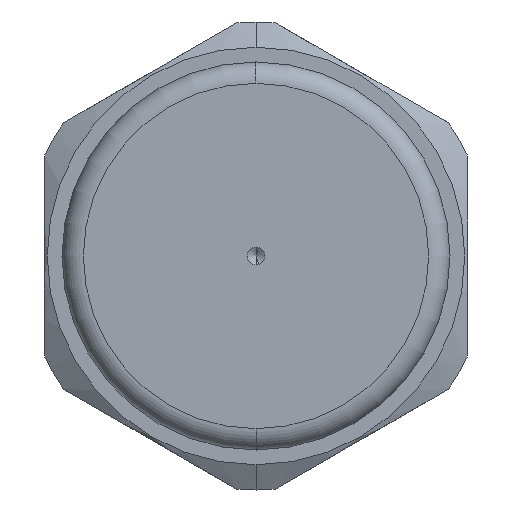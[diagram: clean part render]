
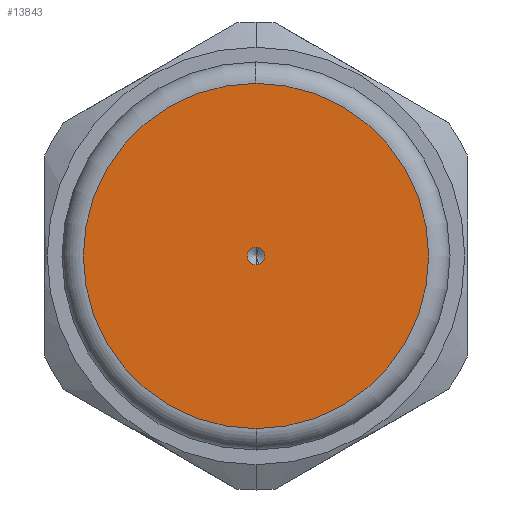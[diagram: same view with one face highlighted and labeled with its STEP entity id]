
A CAD part, left-side view. The second image highlights one B-rep face of the part: STEP entity #13843.
In plain terms, the highlighted planar face has unit normal (-1, 0, 0).
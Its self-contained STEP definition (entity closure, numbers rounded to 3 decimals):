
#1096 = ORIENTED_EDGE ( 'NONE', *, *, #29871, .T. ) ;
#2615 = VERTEX_POINT ( 'NONE', #12480 ) ;
#3962 = AXIS2_PLACEMENT_3D ( 'NONE', #30209, #5538, #38744 ) ;
#5538 = DIRECTION ( 'NONE',  ( -1., 0., 0. ) ) ;
#6668 = EDGE_LOOP ( 'NONE', ( #32312, #6708 ) ) ;
#6708 = ORIENTED_EDGE ( 'NONE', *, *, #28511, .F. ) ;
#7352 = DIRECTION ( 'NONE',  ( 1., 0., 0. ) ) ;
#11603 = CARTESIAN_POINT ( 'NONE',  ( -23., 0., 0. ) ) ;
#12458 = VERTEX_POINT ( 'NONE', #50243 ) ;
#12480 = CARTESIAN_POINT ( 'NONE',  ( -23., 0., -11.658 ) ) ;
#13843 = ADVANCED_FACE ( 'NONE', ( #28039, #48846 ), #35081, .T. ) ;
#14300 = EDGE_CURVE ( 'NONE', #40061, #12458, #16366, .T. ) ;
#15864 = AXIS2_PLACEMENT_3D ( 'NONE', #23851, #7352, #23505 ) ;
#16366 = CIRCLE ( 'NONE', #50610, 0.6 ) ;
#18189 = CARTESIAN_POINT ( 'NONE',  ( -23., 0., 0. ) ) ;
#22531 = DIRECTION ( 'NONE',  ( 0., 0., -1. ) ) ;
#22896 = DIRECTION ( 'NONE',  ( 1., 0., 0. ) ) ;
#23076 = VERTEX_POINT ( 'NONE', #33447 ) ;
#23505 = DIRECTION ( 'NONE',  ( 0., 0., -1. ) ) ;
#23851 = CARTESIAN_POINT ( 'NONE',  ( -23., 0., 0. ) ) ;
#26229 = CIRCLE ( 'NONE', #26520, 11.658 ) ;
#26378 = ORIENTED_EDGE ( 'NONE', *, *, #14300, .T. ) ;
#26520 = AXIS2_PLACEMENT_3D ( 'NONE', #26904, #22896, #52000 ) ;
#26904 = CARTESIAN_POINT ( 'NONE',  ( -23., 0., 0. ) ) ;
#27314 = CIRCLE ( 'NONE', #15864, 0.6 ) ;
#28039 = FACE_BOUND ( 'NONE', #49136, .T. ) ;
#28511 = EDGE_CURVE ( 'NONE', #23076, #2615, #39595, .T. ) ;
#29871 = EDGE_CURVE ( 'NONE', #12458, #40061, #27314, .T. ) ;
#30209 = CARTESIAN_POINT ( 'NONE',  ( -23., 0., -0.6 ) ) ;
#32312 = ORIENTED_EDGE ( 'NONE', *, *, #48638, .F. ) ;
#33447 = CARTESIAN_POINT ( 'NONE',  ( -23., 0., 11.658 ) ) ;
#35066 = CARTESIAN_POINT ( 'NONE',  ( -23., 0., 0.6 ) ) ;
#35081 = PLANE ( 'NONE',  #3962 ) ;
#36971 = DIRECTION ( 'NONE',  ( 1., 0., 0. ) ) ;
#38744 = DIRECTION ( 'NONE',  ( 0., 0., 1. ) ) ;
#39595 = CIRCLE ( 'NONE', #49297, 11.658 ) ;
#40061 = VERTEX_POINT ( 'NONE', #35066 ) ;
#40615 = DIRECTION ( 'NONE',  ( 0., 0., -1. ) ) ;
#47233 = DIRECTION ( 'NONE',  ( 1., 0., 0. ) ) ;
#48638 = EDGE_CURVE ( 'NONE', #2615, #23076, #26229, .T. ) ;
#48846 = FACE_OUTER_BOUND ( 'NONE', #6668, .T. ) ;
#49136 = EDGE_LOOP ( 'NONE', ( #1096, #26378 ) ) ;
#49297 = AXIS2_PLACEMENT_3D ( 'NONE', #18189, #47233, #22531 ) ;
#50243 = CARTESIAN_POINT ( 'NONE',  ( -23., 0., -0.6 ) ) ;
#50610 = AXIS2_PLACEMENT_3D ( 'NONE', #11603, #36971, #40615 ) ;
#52000 = DIRECTION ( 'NONE',  ( 0., 0., -1. ) ) ;
